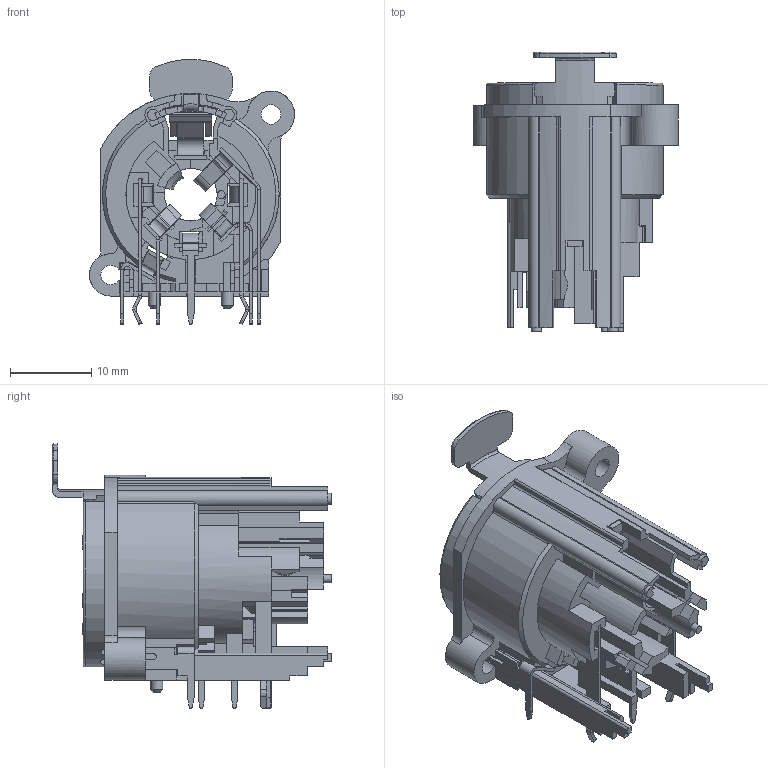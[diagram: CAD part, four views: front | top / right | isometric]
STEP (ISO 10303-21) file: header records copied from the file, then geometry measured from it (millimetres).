
FILE_DESCRIPTION((''),'2;1');
FILE_NAME('ACJC6AH.stp','2013-09-17T09:24:27',('thien'),(''),'Autodesk Inventor 2012','Autodesk Inventor 2012','');
FILE_SCHEMA(('AUTOMOTIVE_DESIGN { 1 0 10303 214 1 1 1 1 }'));
Length unit declared in the file: millimetre
Products named in the file (1): Part1
Bounding box: 25.3 x 34.49 x 32.68 mm (x, y, z)
Volume: 4949.2 mm3; surface area: 9525.7 mm2
Topology: 1 solids, 1 shells, 1197 faces, 3350 edges, 2140 vertices
Faces by surface type: plane 877, cylinder 188, bspline 97, cone 21, torus 14
Full cylindrical faces by diameter (mm): 1 x1, 1.5 x2, 2.4 x1, 6.5 x1
Entity records: 40189 total; most frequent: CARTESIAN_POINT 8761, ORIENTED_EDGE 6680, DIRECTION 5799, EDGE_CURVE 3340, VECTOR 2567, LINE 2567, VERTEX_POINT 2138, AXIS2_PLACEMENT_3D 1616
